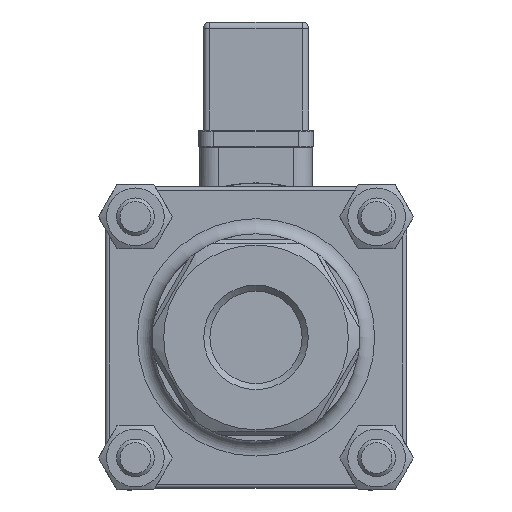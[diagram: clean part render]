
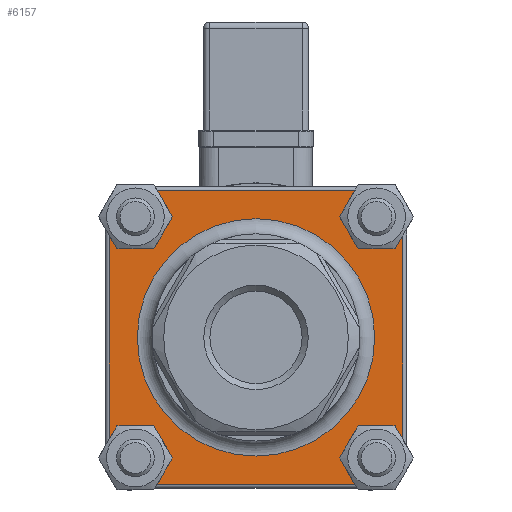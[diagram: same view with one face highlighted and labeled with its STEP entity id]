
A CAD part, left-side view. The second image highlights one B-rep face of the part: STEP entity #6157.
In plain terms, the highlighted planar face has unit normal (-1, 0, 0).
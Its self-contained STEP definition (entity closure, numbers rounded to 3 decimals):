
#365=FACE_BOUND('',#788,.T.);
#414=FACE_OUTER_BOUND('',#787,.T.);
#787=EDGE_LOOP('',(#3954,#3955,#3956,#3957,#3958,#3959,#3960,#3961,#3962,
#3963));
#788=EDGE_LOOP('',(#3964));
#1202=LINE('',#9375,#1626);
#1203=LINE('',#9379,#1627);
#1204=LINE('',#9383,#1628);
#1205=LINE('',#9388,#1629);
#1626=VECTOR('',#7486,10.);
#1627=VECTOR('',#7489,10.);
#1628=VECTOR('',#7492,10.);
#1629=VECTOR('',#7497,10.);
#2054=CIRCLE('',#6619,7.65);
#2055=CIRCLE('',#6620,7.65);
#2056=CIRCLE('',#6628,7.65);
#2057=CIRCLE('',#6629,7.65);
#2058=CIRCLE('',#6630,7.65);
#2059=CIRCLE('',#6631,7.65);
#2060=CIRCLE('',#6632,31.5);
#2412=VERTEX_POINT('',#9299);
#2414=VERTEX_POINT('',#9303);
#2421=VERTEX_POINT('',#9333);
#2428=VERTEX_POINT('',#9374);
#2429=VERTEX_POINT('',#9376);
#2430=VERTEX_POINT('',#9378);
#2431=VERTEX_POINT('',#9380);
#2432=VERTEX_POINT('',#9382);
#2433=VERTEX_POINT('',#9384);
#2434=VERTEX_POINT('',#9386);
#2435=VERTEX_POINT('',#9389);
#3000=EDGE_CURVE('',#2421,#2414,#2054,.T.);
#3008=EDGE_CURVE('',#2412,#2421,#2055,.T.);
#3015=EDGE_CURVE('',#2428,#2414,#1202,.T.);
#3016=EDGE_CURVE('',#2428,#2429,#2056,.T.);
#3017=EDGE_CURVE('',#2430,#2429,#1203,.T.);
#3018=EDGE_CURVE('',#2430,#2431,#2057,.T.);
#3019=EDGE_CURVE('',#2432,#2431,#1204,.T.);
#3020=EDGE_CURVE('',#2432,#2433,#2058,.T.);
#3021=EDGE_CURVE('',#2433,#2434,#2059,.T.);
#3022=EDGE_CURVE('',#2412,#2434,#1205,.T.);
#3023=EDGE_CURVE('',#2435,#2435,#2060,.T.);
#3954=ORIENTED_EDGE('',*,*,#3008,.T.);
#3955=ORIENTED_EDGE('',*,*,#3000,.T.);
#3956=ORIENTED_EDGE('',*,*,#3015,.F.);
#3957=ORIENTED_EDGE('',*,*,#3016,.T.);
#3958=ORIENTED_EDGE('',*,*,#3017,.F.);
#3959=ORIENTED_EDGE('',*,*,#3018,.T.);
#3960=ORIENTED_EDGE('',*,*,#3019,.F.);
#3961=ORIENTED_EDGE('',*,*,#3020,.T.);
#3962=ORIENTED_EDGE('',*,*,#3021,.T.);
#3963=ORIENTED_EDGE('',*,*,#3022,.F.);
#3964=ORIENTED_EDGE('',*,*,#3023,.F.);
#5586=PLANE('',#6627);
#6157=ADVANCED_FACE('',(#414,#365),#5586,.T.);
#6619=AXIS2_PLACEMENT_3D('',#9334,#7461,#7462);
#6620=AXIS2_PLACEMENT_3D('',#9360,#7464,#7465);
#6627=AXIS2_PLACEMENT_3D('',#9373,#7484,#7485);
#6628=AXIS2_PLACEMENT_3D('',#9377,#7487,#7488);
#6629=AXIS2_PLACEMENT_3D('',#9381,#7490,#7491);
#6630=AXIS2_PLACEMENT_3D('',#9385,#7493,#7494);
#6631=AXIS2_PLACEMENT_3D('',#9387,#7495,#7496);
#6632=AXIS2_PLACEMENT_3D('',#9390,#7498,#7499);
#7461=DIRECTION('center_axis',(1.,0.,0.));
#7462=DIRECTION('ref_axis',(0.,1.,0.));
#7464=DIRECTION('center_axis',(1.,0.,0.));
#7465=DIRECTION('ref_axis',(0.,1.,0.));
#7484=DIRECTION('center_axis',(-1.,0.,0.));
#7485=DIRECTION('ref_axis',(0.,0.,
-1.));
#7486=DIRECTION('',(0.,1.,0.));
#7487=DIRECTION('center_axis',(1.,0.,0.));
#7488=DIRECTION('ref_axis',(0.,1.,0.));
#7489=DIRECTION('',(0.,0.,-1.));
#7490=DIRECTION('center_axis',(1.,0.,0.));
#7491=DIRECTION('ref_axis',(0.,1.,0.));
#7492=DIRECTION('',(0.,-1.,0.));
#7493=DIRECTION('center_axis',(1.,0.,0.));
#7494=DIRECTION('ref_axis',(0.,1.,0.));
#7495=DIRECTION('center_axis',(1.,0.,0.));
#7496=DIRECTION('ref_axis',(0.,1.,0.));
#7497=DIRECTION('',(0.,0.,1.));
#7498=DIRECTION('center_axis',(-1.,0.,0.));
#7499=DIRECTION('ref_axis',(0.,0.,
1.));
#9299=CARTESIAN_POINT('',(-110.8,39.,-28.914));
#9303=CARTESIAN_POINT('',(-110.8,28.914,-39.));
#9333=CARTESIAN_POINT('',(-110.8,24.35,-32.));
#9334=CARTESIAN_POINT('Origin',(-110.8,32.,-32.));
#9360=CARTESIAN_POINT('Origin',(-110.8,32.,-32.));
#9373=CARTESIAN_POINT('Origin',(-110.8,0.,0.));
#9374=CARTESIAN_POINT('',(-110.8,-28.914,-39.));
#9375=CARTESIAN_POINT('',(-110.8,-20.,-39.));
#9376=CARTESIAN_POINT('',(-110.8,-39.,-28.914));
#9377=CARTESIAN_POINT('Origin',(-110.8,-32.,-32.));
#9378=CARTESIAN_POINT('',(-110.8,-39.,28.914));
#9379=CARTESIAN_POINT('',(-110.8,-39.,20.));
#9380=CARTESIAN_POINT('',(-110.8,-28.914,39.));
#9381=CARTESIAN_POINT('Origin',(-110.8,-32.,32.));
#9382=CARTESIAN_POINT('',(-110.8,28.914,39.));
#9383=CARTESIAN_POINT('',(-110.8,20.,39.));
#9384=CARTESIAN_POINT('',(-110.8,24.35,32.));
#9385=CARTESIAN_POINT('Origin',(-110.8,32.,32.));
#9386=CARTESIAN_POINT('',(-110.8,39.,28.914));
#9387=CARTESIAN_POINT('Origin',(-110.8,32.,32.));
#9388=CARTESIAN_POINT('',(-110.8,39.,-20.));
#9389=CARTESIAN_POINT('',(-110.8,0.,31.5));
#9390=CARTESIAN_POINT('Origin',(-110.8,0.,0.));
